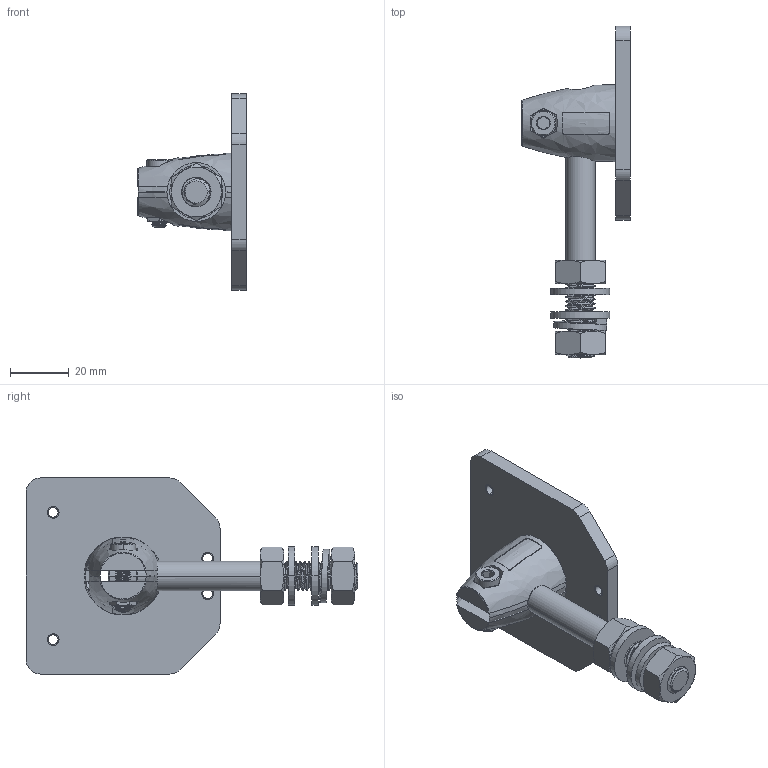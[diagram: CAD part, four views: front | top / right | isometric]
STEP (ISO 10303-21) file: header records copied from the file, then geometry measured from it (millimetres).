
FILE_DESCRIPTION((''),'2;1');
FILE_NAME('193831_ASM','2016-03-22T',('PDMAdmin'),(''),'PRO/ENGINEER BY PARAMETRIC TECHNOLOGY CORPORATION, 2013230','PRO/ENGINEER BY PARAMETRIC TECHNOLOGY CORPORATION, 2013230','');
FILE_SCHEMA(('CONFIG_CONTROL_DESIGN'));
Products named in the file (9): 147240; 190182; 193828; 147848; 147850; 130463; 147847; 147849; 193831_ASM
Assembly tree (11 placements, depth 2):
  193831_ASM
    147240  x2
    190182
    193828
    147848  x2
    147850
    130463  x2
    147847
    147849
Bounding box: 36.97 x 112.9 x 66.7 mm (x, y, z)
Volume: 39739.2 mm3; surface area: 25894.9 mm2
Topology: 11 solids, 17 shells, 533 faces, 1440 edges, 940 vertices
Faces by surface type: cylinder 306, plane 113, cone 90, bspline 22, torus 2
Entity records: 36283 total; most frequent: CARTESIAN_POINT 26225, ORIENTED_EDGE 2304, DIRECTION 1653, EDGE_CURVE 1167, VERTEX_POINT 760, AXIS2_PLACEMENT_3D 625, B_SPLINE_CURVE_WITH_KNOTS 579, EDGE_LOOP 457
